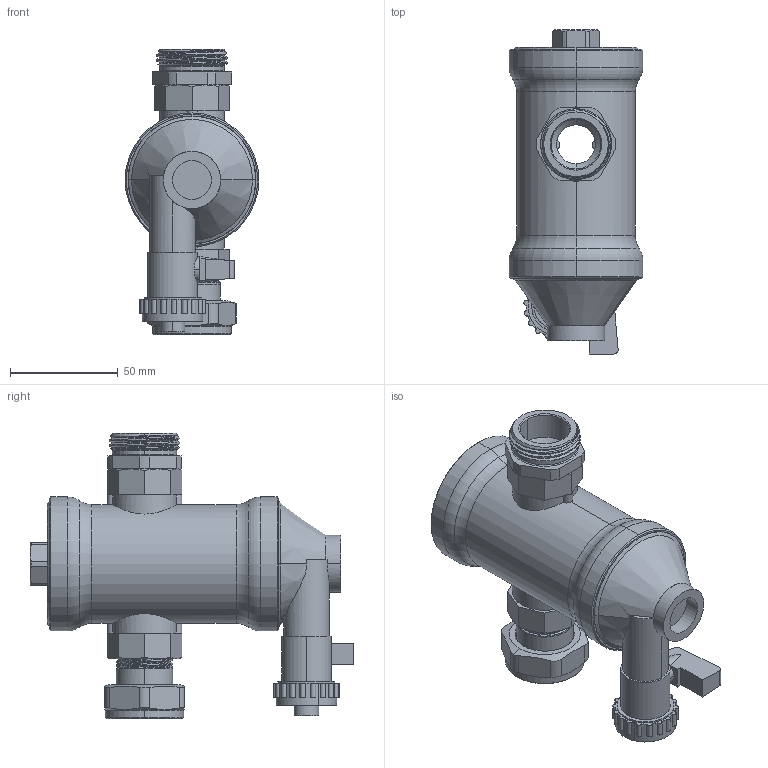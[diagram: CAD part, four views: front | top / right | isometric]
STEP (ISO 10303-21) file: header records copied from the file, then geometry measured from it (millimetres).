
FILE_DESCRIPTION((''),'2;1');
FILE_NAME('9339-03-800-ZEPARO-DIRT','2016-06-02T',('marann'),(''),'PRO/ENGINEER BY PARAMETRIC TECHNOLOGY CORPORATION, 2011490','PRO/ENGINEER BY PARAMETRIC TECHNOLOGY CORPORATION, 2011490','');
FILE_SCHEMA(('CONFIG_CONTROL_DESIGN'));
Length unit declared in the file: millimetre
Products named in the file (1): 9339-03-800-ZEPARO-DIRT
Bounding box: 62 x 150 x 132.2 mm (x, y, z)
Volume: 131925.2 mm3; surface area: 82995.6 mm2
Topology: 3 solids, 6 shells, 479 faces, 1245 edges, 803 vertices
Faces by surface type: cylinder 179, plane 137, cone 108, torus 32, bspline 23
Entity records: 22792 total; most frequent: CARTESIAN_POINT 11126, ORIENTED_EDGE 2486, DIRECTION 2418, EDGE_CURVE 1243, AXIS2_PLACEMENT_3D 995, VERTEX_POINT 803, CIRCLE 539, EDGE_LOOP 518
